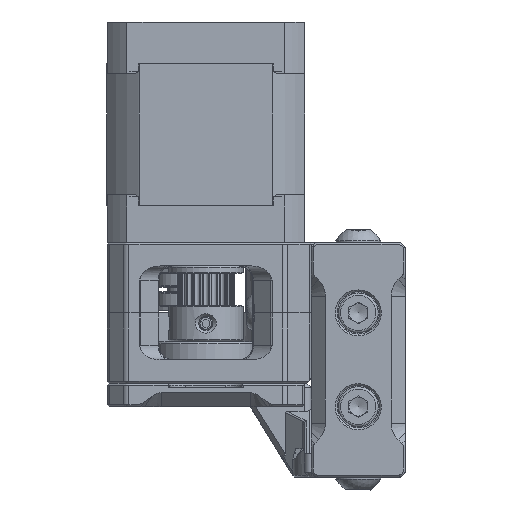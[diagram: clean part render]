
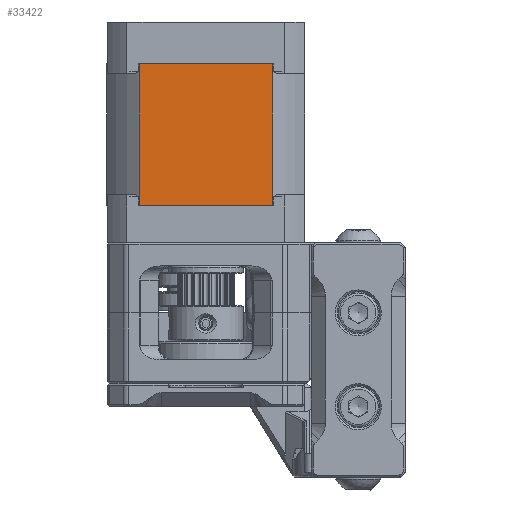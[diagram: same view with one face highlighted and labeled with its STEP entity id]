
A CAD part, front view. The second image highlights one B-rep face of the part: STEP entity #33422.
In plain terms, the highlighted planar face has unit normal (0, -1, 0).
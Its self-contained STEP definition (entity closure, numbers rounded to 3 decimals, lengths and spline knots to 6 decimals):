
#3665=LINE('',#60456,#6045);
#3671=LINE('',#60482,#6051);
#3683=LINE('',#60521,#6063);
#3685=LINE('',#60525,#6065);
#3687=LINE('',#60531,#6067);
#3751=LINE('',#60744,#6131);
#3752=LINE('',#60750,#6132);
#3753=LINE('',#60754,#6133);
#3755=LINE('',#60761,#6135);
#3757=LINE('',#60766,#6137);
#3758=LINE('',#60768,#6138);
#3762=LINE('',#60829,#6142);
#6045=VECTOR('',#45714,1.);
#6051=VECTOR('',#45742,1.);
#6063=VECTOR('',#45782,1.);
#6065=VECTOR('',#45786,1.);
#6067=VECTOR('',#45792,1.);
#6131=VECTOR('',#46012,1.);
#6132=VECTOR('',#46019,1.);
#6133=VECTOR('',#46024,1.);
#6135=VECTOR('',#46030,1.);
#6137=VECTOR('',#46036,1.);
#6138=VECTOR('',#46039,1.);
#6142=VECTOR('',#46123,1.);
#13231=ORIENTED_EDGE('',*,*,#19220,.T.);
#13232=ORIENTED_EDGE('',*,*,#19222,.T.);
#13233=ORIENTED_EDGE('',*,*,#19229,.T.);
#13234=ORIENTED_EDGE('',*,*,#19217,.T.);
#13235=ORIENTED_EDGE('',*,*,#19228,.T.);
#13236=ORIENTED_EDGE('',*,*,#19225,.T.);
#13237=ORIENTED_EDGE('',*,*,#19251,.T.);
#13238=ORIENTED_EDGE('',*,*,#19113,.T.);
#13239=ORIENTED_EDGE('',*,*,#19110,.F.);
#13240=ORIENTED_EDGE('',*,*,#19088,.F.);
#13241=ORIENTED_EDGE('',*,*,#19075,.F.);
#13242=ORIENTED_EDGE('',*,*,#19108,.T.);
#19075=EDGE_CURVE('',#22689,#22690,#3665,.T.);
#19088=EDGE_CURVE('',#22690,#22699,#3671,.T.);
#19108=EDGE_CURVE('',#22689,#22711,#3683,.T.);
#19110=EDGE_CURVE('',#22699,#22713,#3685,.T.);
#19113=EDGE_CURVE('',#22715,#22713,#3687,.T.);
#19217=EDGE_CURVE('',#22786,#22785,#3751,.T.);
#19220=EDGE_CURVE('',#22711,#22787,#3752,.T.);
#19222=EDGE_CURVE('',#22787,#22788,#3753,.T.);
#19225=EDGE_CURVE('',#22792,#22791,#3755,.T.);
#19228=EDGE_CURVE('',#22785,#22792,#3757,.T.);
#19229=EDGE_CURVE('',#22788,#22786,#3758,.T.);
#19251=EDGE_CURVE('',#22791,#22715,#3762,.T.);
#22689=VERTEX_POINT('',#60455);
#22690=VERTEX_POINT('',#60457);
#22699=VERTEX_POINT('',#60483);
#22711=VERTEX_POINT('',#60520);
#22713=VERTEX_POINT('',#60526);
#22715=VERTEX_POINT('',#60532);
#22785=VERTEX_POINT('',#60743);
#22786=VERTEX_POINT('',#60745);
#22787=VERTEX_POINT('',#60749);
#22788=VERTEX_POINT('',#60753);
#22791=VERTEX_POINT('',#60760);
#22792=VERTEX_POINT('',#60762);
#27244=EDGE_LOOP('',(#13231,#13232,#13233,#13234,#13235,#13236,#13237,#13238,
#13239,#13240,#13241,#13242));
#30015=FACE_BOUND('',#27244,.T.);
#31670=PLANE('',#37942);
#33422=ADVANCED_FACE('',(#30015),#31670,.T.);
#37942=AXIS2_PLACEMENT_3D('',#60828,#46121,#46122);
#45714=DIRECTION('',(-1.,0.,0.));
#45742=DIRECTION('',(0.,0.,1.));
#45782=DIRECTION('',(0.,0.,-1.));
#45786=DIRECTION('',(1.,0.,0.));
#45792=DIRECTION('',(0.,0.,-1.));
#46012=DIRECTION('',(0.,0.,1.));
#46019=DIRECTION('',(1.,0.,0.));
#46024=DIRECTION('',(0.,0.,1.));
#46030=DIRECTION('',(0.,0.,1.));
#46036=DIRECTION('',(-1.,0.,0.));
#46039=DIRECTION('',(1.,0.,0.));
#46121=DIRECTION('',(0.,-1.,0.));
#46122=DIRECTION('',(0.,0.,1.));
#46123=DIRECTION('',(-1.,0.,0.));
#60455=CARTESIAN_POINT('',(0.152594,-0.2276,0.0229));
#60456=CARTESIAN_POINT('',(0.175478,-0.2276,0.0229));
#60457=CARTESIAN_POINT('',(0.14687,-0.2276,0.0229));
#60482=CARTESIAN_POINT('',(0.14687,-0.2276,0.0229));
#60483=CARTESIAN_POINT('',(0.14687,-0.2276,0.0531));
#60520=CARTESIAN_POINT('',(0.152594,-0.2276,0.0228));
#60521=CARTESIAN_POINT('',(0.152594,-0.2276,0.0229));
#60525=CARTESIAN_POINT('',(0.169605,-0.2276,0.0531));
#60526=CARTESIAN_POINT('',(0.152594,-0.2276,0.0531));
#60531=CARTESIAN_POINT('',(0.152594,-0.2276,0.0229));
#60532=CARTESIAN_POINT('',(0.152594,-0.2276,0.0532));
#60743=CARTESIAN_POINT('',(0.17533,-0.2276,0.0531));
#60744=CARTESIAN_POINT('',(0.17533,-0.2276,0.0229));
#60745=CARTESIAN_POINT('',(0.17533,-0.2276,0.0229));
#60749=CARTESIAN_POINT('',(0.169606,-0.2276,0.0228));
#60750=CARTESIAN_POINT('',(0.152594,-0.2276,0.0228));
#60753=CARTESIAN_POINT('',(0.169606,-0.2276,0.0229));
#60754=CARTESIAN_POINT('',(0.169606,-0.2276,0.0228));
#60760=CARTESIAN_POINT('',(0.169606,-0.2276,0.0532));
#60761=CARTESIAN_POINT('',(0.169606,-0.2276,0.0229));
#60762=CARTESIAN_POINT('',(0.169606,-0.2276,0.0531));
#60766=CARTESIAN_POINT('',(0.17533,-0.2276,0.0531));
#60768=CARTESIAN_POINT('',(0.169606,-0.2276,0.0229));
#60828=CARTESIAN_POINT('',(0.175331,-0.2276,0.022799));
#60829=CARTESIAN_POINT('',(0.169606,-0.2276,0.0532));
